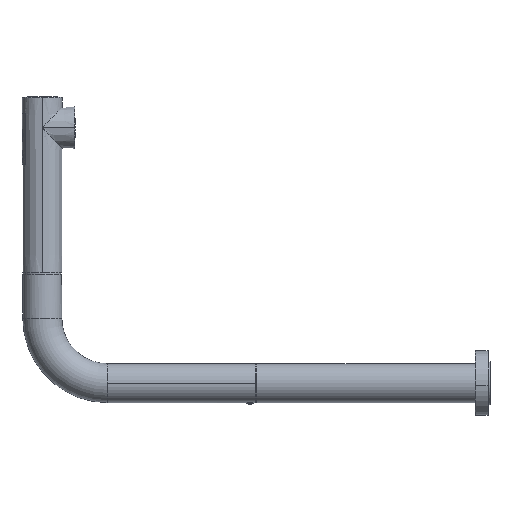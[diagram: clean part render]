
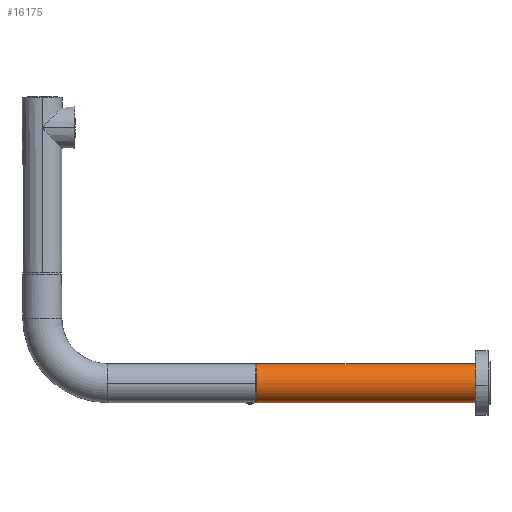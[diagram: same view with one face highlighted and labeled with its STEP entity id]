
A CAD part, left-side view. The second image highlights one B-rep face of the part: STEP entity #16175.
In plain terms, the highlighted cylindrical face has radius 15 mm (diameter 30 mm), a partial arc.
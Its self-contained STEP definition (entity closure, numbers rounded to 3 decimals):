
#209 = CARTESIAN_POINT ( 'NONE',  ( 0., 65., 15. ) ) ;
#261 = ORIENTED_EDGE ( 'NONE', *, *, #2999, .F. ) ;
#438 = CARTESIAN_POINT ( 'NONE',  ( 0., -107.679, 15. ) ) ;
#491 = LINE ( 'NONE', #438, #15841 ) ;
#1030 = CARTESIAN_POINT ( 'NONE',  ( 0., 0., 15. ) ) ;
#1250 = CARTESIAN_POINT ( 'NONE',  ( 0., -107.679, -15. ) ) ;
#1429 = VECTOR ( 'NONE', #17831, 1000. ) ;
#1822 = CARTESIAN_POINT ( 'NONE',  ( 0., -107.679, 15. ) ) ;
#1876 = LINE ( 'NONE', #1250, #2338 ) ;
#2338 = VECTOR ( 'NONE', #7185, 1000. ) ;
#2399 = CIRCLE ( 'NONE', #10800, 15. ) ;
#2660 = DIRECTION ( 'NONE',  ( 0., -1., 0. ) ) ;
#2836 = VERTEX_POINT ( 'NONE', #16564 ) ;
#2909 = VERTEX_POINT ( 'NONE', #13780 ) ;
#2999 = EDGE_CURVE ( 'NONE', #11201, #3525, #9326, .T. ) ;
#3208 = LINE ( 'NONE', #17178, #18519 ) ;
#3351 = CARTESIAN_POINT ( 'NONE',  ( 0., 65., 0. ) ) ;
#3375 = CYLINDRICAL_SURFACE ( 'NONE', #15843, 15. ) ;
#3525 = VERTEX_POINT ( 'NONE', #1030 ) ;
#3838 = FACE_OUTER_BOUND ( 'NONE', #16229, .T. ) ;
#4080 = CARTESIAN_POINT ( 'NONE',  ( 0., 65., -15. ) ) ;
#4826 = DIRECTION ( 'NONE',  ( 0., 0., -1. ) ) ;
#5745 = ORIENTED_EDGE ( 'NONE', *, *, #9882, .F. ) ;
#6115 = DIRECTION ( 'NONE',  ( 0., 0., -1. ) ) ;
#6520 = ORIENTED_EDGE ( 'NONE', *, *, #17455, .T. ) ;
#7185 = DIRECTION ( 'NONE',  ( 0., -1., 0. ) ) ;
#7853 = VERTEX_POINT ( 'NONE', #9499 ) ;
#8564 = VERTEX_POINT ( 'NONE', #4080 ) ;
#9261 = CIRCLE ( 'NONE', #15156, 15. ) ;
#9326 = LINE ( 'NONE', #1822, #1429 ) ;
#9499 = CARTESIAN_POINT ( 'NONE',  ( 0., -105., -15. ) ) ;
#9536 = DIRECTION ( 'NONE',  ( 0., -1., 0. ) ) ;
#9882 = EDGE_CURVE ( 'NONE', #3525, #2909, #491, .T. ) ;
#10800 = AXIS2_PLACEMENT_3D ( 'NONE', #3351, #13746, #4826 ) ;
#11201 = VERTEX_POINT ( 'NONE', #209 ) ;
#11303 = DIRECTION ( 'NONE',  ( 0., -1., 0. ) ) ;
#11573 = CARTESIAN_POINT ( 'NONE',  ( 0., -105., 0. ) ) ;
#11634 = EDGE_CURVE ( 'NONE', #2909, #7853, #9261, .T. ) ;
#13069 = DIRECTION ( 'NONE',  ( 0., 0., -1. ) ) ;
#13395 = EDGE_CURVE ( 'NONE', #2836, #7853, #3208, .T. ) ;
#13746 = DIRECTION ( 'NONE',  ( 0., -1., 0. ) ) ;
#13780 = CARTESIAN_POINT ( 'NONE',  ( 0., -105., 15. ) ) ;
#13964 = DIRECTION ( 'NONE',  ( 0., -1., 0. ) ) ;
#15131 = ORIENTED_EDGE ( 'NONE', *, *, #13395, .T. ) ;
#15156 = AXIS2_PLACEMENT_3D ( 'NONE', #11573, #2660, #13069 ) ;
#15841 = VECTOR ( 'NONE', #13964, 1000. ) ;
#15843 = AXIS2_PLACEMENT_3D ( 'NONE', #16939, #9536, #6115 ) ;
#16175 = ADVANCED_FACE ( 'NONE', ( #3838 ), #3375, .T. ) ;
#16229 = EDGE_LOOP ( 'NONE', ( #261, #6520, #17638, #15131, #19213, #5745 ) ) ;
#16564 = CARTESIAN_POINT ( 'NONE',  ( 0., 0., -15. ) ) ;
#16939 = CARTESIAN_POINT ( 'NONE',  ( 0., -107.679, 0. ) ) ;
#17178 = CARTESIAN_POINT ( 'NONE',  ( 0., -107.679, -15. ) ) ;
#17455 = EDGE_CURVE ( 'NONE', #11201, #8564, #2399, .T. ) ;
#17638 = ORIENTED_EDGE ( 'NONE', *, *, #19120, .T. ) ;
#17831 = DIRECTION ( 'NONE',  ( 0., -1., 0. ) ) ;
#18519 = VECTOR ( 'NONE', #11303, 1000. ) ;
#19120 = EDGE_CURVE ( 'NONE', #8564, #2836, #1876, .T. ) ;
#19213 = ORIENTED_EDGE ( 'NONE', *, *, #11634, .F. ) ;
